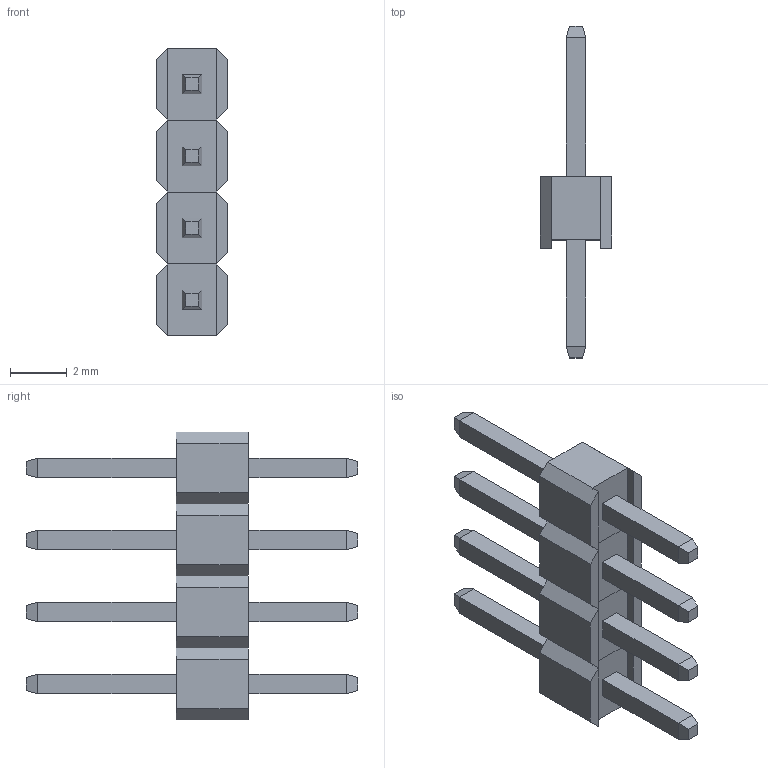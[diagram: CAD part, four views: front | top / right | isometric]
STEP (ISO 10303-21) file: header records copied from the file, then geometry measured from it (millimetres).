
FILE_DESCRIPTION (( 'STEP AP214' ), '1' );
FILE_NAME ('pin-header-1x4.STEP', '2015-03-22T12:45:18', ( '' ), ( '' ), 'SwSTEP 2.0', 'SolidWorks 2014', '' );
FILE_SCHEMA (( 'AUTOMOTIVE_DESIGN' ));
Length unit declared in the file: millimetre
Products named in the file (2): pin-header-1x4; pin-header-pin
Assembly tree (4 placements, depth 2):
  pin-header-1x4
    pin-header-pin  x4
Bounding box: 2.54 x 11.7 x 10.16 mm (x, y, z)
Volume: 75.1 mm3; surface area: 247.1 mm2
Topology: 4 solids, 4 shells, 128 faces, 288 edges, 176 vertices
Faces by surface type: plane 128
Entity records: 1148 total; most frequent: CARTESIAN_POINT 155, DIRECTION 150, ORIENTED_EDGE 144, EDGE_CURVE 72, LINE 72, VECTOR 72, VERTEX_POINT 44, AXIS2_PLACEMENT_3D 39
